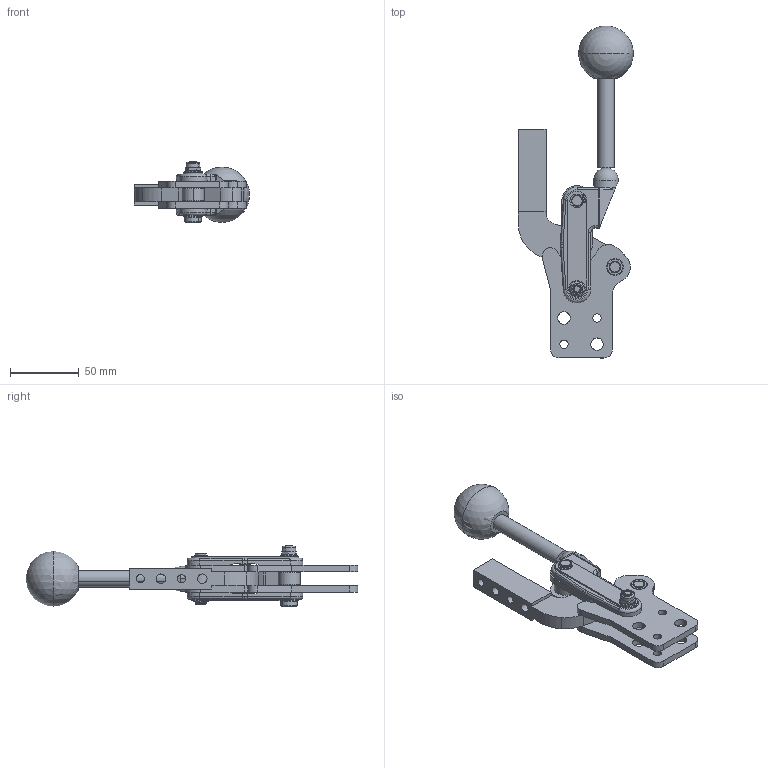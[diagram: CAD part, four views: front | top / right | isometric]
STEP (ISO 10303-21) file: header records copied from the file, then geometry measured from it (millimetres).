
FILE_DESCRIPTION((''),'2;1');
FILE_NAME('643.stp','2005-09-01T12:22:53',('CAD'),(''),'Autodesk Inventor 8','Autodesk Inventor 8','');
FILE_SCHEMA(('AUTOMOTIVE_DESIGN { 1 0 10303 214 1 1 1 1 }'));
Length unit declared in the file: millimetre
Products named in the file (1): Part9
Bounding box: 83.5 x 240.85 x 44 mm (x, y, z)
Volume: 155245 mm3; surface area: 50880.1 mm2
Topology: 2 solids, 14 shells, 2213 faces, 6161 edges, 3991 vertices
Faces by surface type: plane 1361, cylinder 565, bspline 148, cone 120, torus 12, sphere 7
Entity records: 71221 total; most frequent: CARTESIAN_POINT 18259, ORIENTED_EDGE 12292, DIRECTION 10507, EDGE_CURVE 6146, VERTEX_POINT 3988, AXIS2_PLACEMENT_3D 3925, VECTOR 2657, LINE 2657
